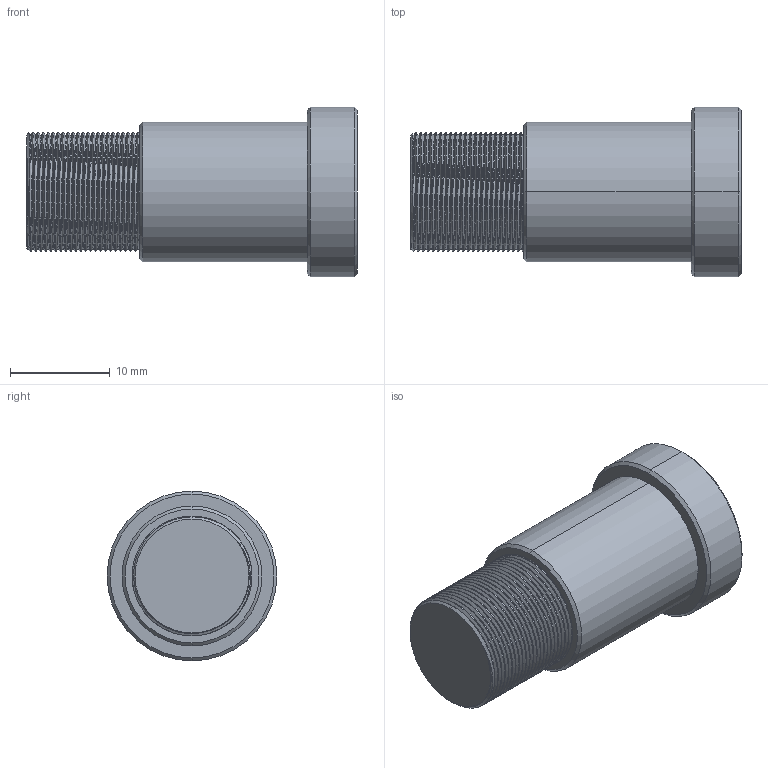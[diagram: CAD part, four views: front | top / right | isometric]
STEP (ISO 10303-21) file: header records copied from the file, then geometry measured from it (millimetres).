
FILE_DESCRIPTION(('Open CASCADE Model'),'2;1');
FILE_NAME('Open CASCADE Shape Model','2026-02-19T22:19:10',('Author'),( 'Open CASCADE'),'Open CASCADE STEP processor 7.7','Open CASCADE 7.7' ,'Unknown');
FILE_SCHEMA(('AUTOMOTIVE_DESIGN { 1 0 10303 214 1 1 1 1 }'));
Length unit declared in the file: millimetre
Products named in the file (2): L156-8-M12
Assembly tree (1 placements, depth 2):
  L156-8-M12
    L156-8-M12
Bounding box: 33.1 x 17 x 17 mm (x, y, z)
Volume: 4893.5 mm3; surface area: 2126.3 mm2
Topology: 1 solids, 1 shells, 69 faces, 183 edges, 119 vertices
Faces by surface type: cylinder 51, cone 8, plane 6, bspline 4
Entity records: 10216 total; most frequent: CARTESIAN_POINT 6938, DIRECTION 503, ORIENTED_EDGE 366, PCURVE 366, DEFINITIONAL_REPRESENTATION 366, LINE 307, VECTOR 307, EDGE_CURVE 183
